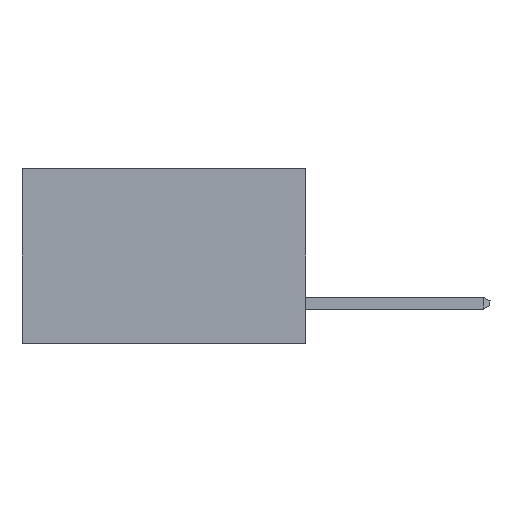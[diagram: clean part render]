
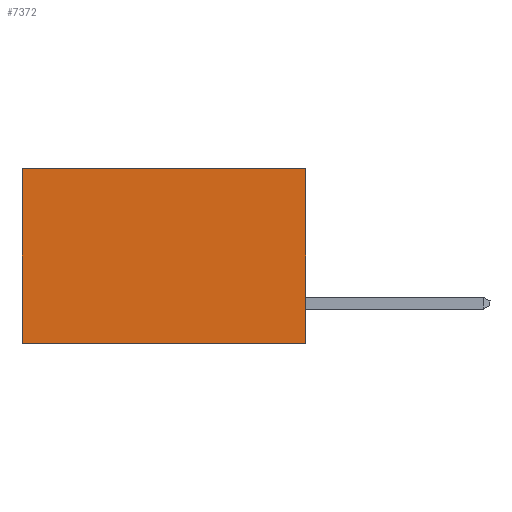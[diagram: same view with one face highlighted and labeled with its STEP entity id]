
A CAD part, left-side view. The second image highlights one B-rep face of the part: STEP entity #7372.
In plain terms, the highlighted planar face has unit normal (-1, 0, 0).
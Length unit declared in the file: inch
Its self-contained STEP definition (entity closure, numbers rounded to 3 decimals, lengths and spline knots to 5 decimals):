
#192 = PLANE ( 'NONE',  #5181 ) ;
#221 = DIRECTION ( 'NONE',  ( 0., 0., -1. ) ) ;
#236 = CARTESIAN_POINT ( 'NONE',  ( 0.298, 0., 0. ) ) ;
#473 = ORIENTED_EDGE ( 'NONE', *, *, #5009, .F. ) ;
#518 = DIRECTION ( 'NONE',  ( 0., 1., 0. ) ) ;
#679 = CARTESIAN_POINT ( 'NONE',  ( 0.298, 0.6, 0. ) ) ;
#927 = VERTEX_POINT ( 'NONE', #679 ) ;
#1496 = DIRECTION ( 'NONE',  ( 1., 0., 0. ) ) ;
#1577 = LINE ( 'NONE', #5987, #6521 ) ;
#1621 = CARTESIAN_POINT ( 'NONE',  ( 0.298, 0., -0.37 ) ) ;
#1751 = CARTESIAN_POINT ( 'NONE',  ( 0.298, 0.6, -0.37 ) ) ;
#2042 = VERTEX_POINT ( 'NONE', #7018 ) ;
#2151 = CARTESIAN_POINT ( 'NONE',  ( 0.298, 0., 0. ) ) ;
#2265 = EDGE_CURVE ( 'NONE', #7631, #2042, #4083, .T. ) ;
#2421 = LINE ( 'NONE', #1621, #3275 ) ;
#2445 = CARTESIAN_POINT ( 'NONE',  ( 0.298, 0.6, 0. ) ) ;
#3136 = VECTOR ( 'NONE', #6618, 39.37008 ) ;
#3275 = VECTOR ( 'NONE', #5116, 39.37008 ) ;
#3335 = FACE_OUTER_BOUND ( 'NONE', #7580, .T. ) ;
#3966 = ORIENTED_EDGE ( 'NONE', *, *, #4455, .T. ) ;
#3995 = ORIENTED_EDGE ( 'NONE', *, *, #2265, .F. ) ;
#4083 = LINE ( 'NONE', #7756, #6267 ) ;
#4455 = EDGE_CURVE ( 'NONE', #7631, #927, #1577, .T. ) ;
#5009 = EDGE_CURVE ( 'NONE', #2042, #6071, #2421, .T. ) ;
#5116 = DIRECTION ( 'NONE',  ( 0., 1., 0. ) ) ;
#5181 = AXIS2_PLACEMENT_3D ( 'NONE', #2151, #1496, #221 ) ;
#5195 = LINE ( 'NONE', #2445, #3136 ) ;
#5987 = CARTESIAN_POINT ( 'NONE',  ( 0.298, 0., 0. ) ) ;
#6071 = VERTEX_POINT ( 'NONE', #1751 ) ;
#6267 = VECTOR ( 'NONE', #7877, 39.37008 ) ;
#6521 = VECTOR ( 'NONE', #518, 39.37008 ) ;
#6618 = DIRECTION ( 'NONE',  ( 0., 0., -1. ) ) ;
#7018 = CARTESIAN_POINT ( 'NONE',  ( 0.298, 0., -0.37 ) ) ;
#7151 = ORIENTED_EDGE ( 'NONE', *, *, #7212, .T. ) ;
#7212 = EDGE_CURVE ( 'NONE', #927, #6071, #5195, .T. ) ;
#7372 = ADVANCED_FACE ( 'NONE', ( #3335 ), #192, .F. ) ;
#7580 = EDGE_LOOP ( 'NONE', ( #7151, #473, #3995, #3966 ) ) ;
#7631 = VERTEX_POINT ( 'NONE', #236 ) ;
#7756 = CARTESIAN_POINT ( 'NONE',  ( 0.298, 0., 0. ) ) ;
#7877 = DIRECTION ( 'NONE',  ( 0., 0., -1. ) ) ;
